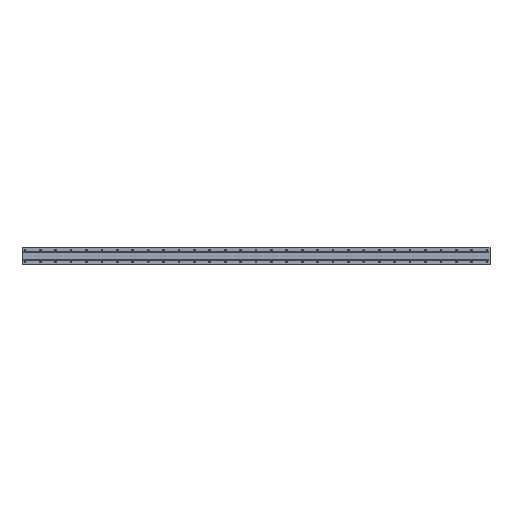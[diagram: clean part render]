
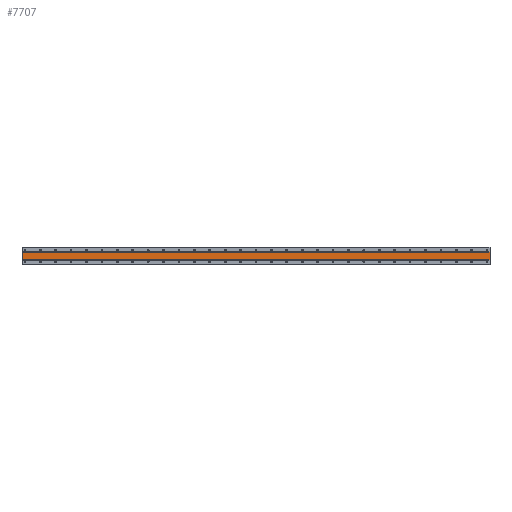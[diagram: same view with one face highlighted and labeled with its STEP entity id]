
A CAD part, front view. The second image highlights one B-rep face of the part: STEP entity #7707.
In plain terms, the highlighted planar face has unit normal (0, -1, 0).
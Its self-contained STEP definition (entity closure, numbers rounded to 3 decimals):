
#192 = CARTESIAN_POINT ( 'NONE',  ( 2415., 1., 20. ) ) ;
#695 = ORIENTED_EDGE ( 'NONE', *, *, #4649, .F. ) ;
#1000 = PLANE ( 'NONE',  #5396 ) ;
#1181 = VERTEX_POINT ( 'NONE', #1380 ) ;
#1380 = CARTESIAN_POINT ( 'NONE',  ( -15., 1., -20. ) ) ;
#1412 = DIRECTION ( 'NONE',  ( -1., 0., 0. ) ) ;
#1857 = FACE_OUTER_BOUND ( 'NONE', #4725, .T. ) ;
#2078 = EDGE_CURVE ( 'NONE', #5653, #1181, #5477, .T. ) ;
#2159 = ORIENTED_EDGE ( 'NONE', *, *, #8207, .F. ) ;
#2495 = VERTEX_POINT ( 'NONE', #3777 ) ;
#2772 = CARTESIAN_POINT ( 'NONE',  ( -15., 1., 44.91 ) ) ;
#3254 = VERTEX_POINT ( 'NONE', #3264 ) ;
#3264 = CARTESIAN_POINT ( 'NONE',  ( -15., 1., 20. ) ) ;
#3279 = DIRECTION ( 'NONE',  ( 1., 0., 0. ) ) ;
#3369 = DIRECTION ( 'NONE',  ( 0., 0., -1. ) ) ;
#3543 = DIRECTION ( 'NONE',  ( 0., 0., 1. ) ) ;
#3777 = CARTESIAN_POINT ( 'NONE',  ( 2415., 1., 20. ) ) ;
#4591 = VECTOR ( 'NONE', #1412, 1000. ) ;
#4649 = EDGE_CURVE ( 'NONE', #3254, #2495, #6580, .T. ) ;
#4725 = EDGE_LOOP ( 'NONE', ( #10434, #2159, #695, #6883 ) ) ;
#5396 = AXIS2_PLACEMENT_3D ( 'NONE', #192, #7655, #3543 ) ;
#5477 = LINE ( 'NONE', #10521, #4591 ) ;
#5653 = VERTEX_POINT ( 'NONE', #8646 ) ;
#5756 = CARTESIAN_POINT ( 'NONE',  ( 2415., 1., 44.91 ) ) ;
#6123 = LINE ( 'NONE', #2772, #8523 ) ;
#6580 = LINE ( 'NONE', #7393, #10550 ) ;
#6723 = LINE ( 'NONE', #5756, #10016 ) ;
#6883 = ORIENTED_EDGE ( 'NONE', *, *, #7886, .T. ) ;
#7393 = CARTESIAN_POINT ( 'NONE',  ( 2415., 1., 20. ) ) ;
#7655 = DIRECTION ( 'NONE',  ( 0., 1., 0. ) ) ;
#7707 = ADVANCED_FACE ( 'NONE', ( #1857 ), #1000, .F. ) ;
#7886 = EDGE_CURVE ( 'NONE', #3254, #1181, #6123, .T. ) ;
#8207 = EDGE_CURVE ( 'NONE', #2495, #5653, #6723, .T. ) ;
#8523 = VECTOR ( 'NONE', #8733, 1000. ) ;
#8646 = CARTESIAN_POINT ( 'NONE',  ( 2415., 1., -20. ) ) ;
#8733 = DIRECTION ( 'NONE',  ( 0., 0., -1. ) ) ;
#10016 = VECTOR ( 'NONE', #3369, 1000. ) ;
#10434 = ORIENTED_EDGE ( 'NONE', *, *, #2078, .F. ) ;
#10521 = CARTESIAN_POINT ( 'NONE',  ( 2415., 1., -20. ) ) ;
#10550 = VECTOR ( 'NONE', #3279, 1000. ) ;
